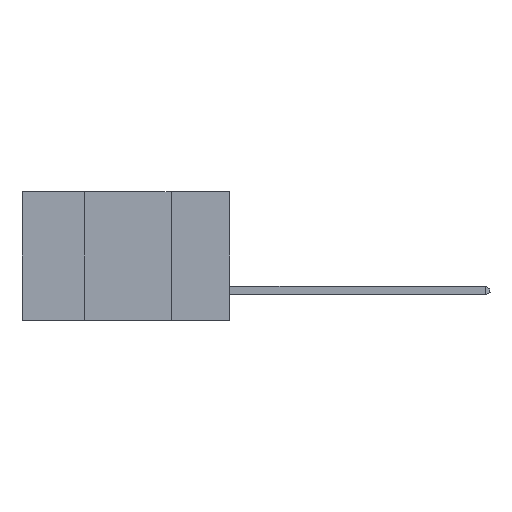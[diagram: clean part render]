
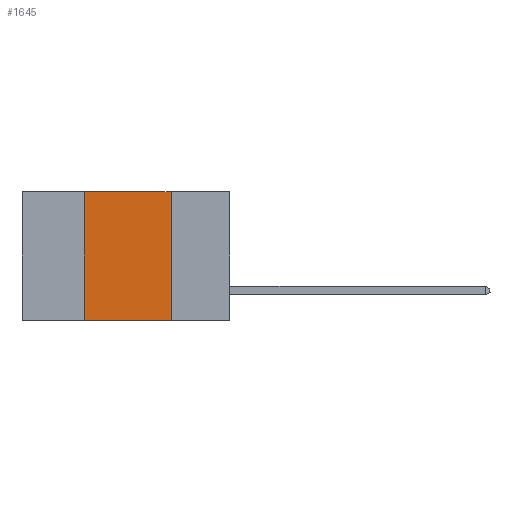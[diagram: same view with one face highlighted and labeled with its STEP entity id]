
A CAD part, left-side view. The second image highlights one B-rep face of the part: STEP entity #1645.
In plain terms, the highlighted planar face has unit normal (-1, 0, 0).
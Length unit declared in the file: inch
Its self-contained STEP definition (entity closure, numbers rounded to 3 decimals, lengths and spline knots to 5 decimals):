
#28 = LINE ( 'NONE', #7096, #10040 ) ;
#313 = EDGE_CURVE ( 'NONE', #977, #9110, #4123, .T. ) ;
#571 = PLANE ( 'NONE',  #1580 ) ;
#583 = CARTESIAN_POINT ( 'NONE',  ( 0., 0.42, 0. ) ) ;
#977 = VERTEX_POINT ( 'NONE', #5550 ) ;
#1171 = CARTESIAN_POINT ( 'NONE',  ( 0., 0.6, -0.37 ) ) ;
#1447 = CARTESIAN_POINT ( 'NONE',  ( 0., 0.17, 0. ) ) ;
#1472 = CARTESIAN_POINT ( 'NONE',  ( 0., 0.6, 0. ) ) ;
#1577 = FACE_OUTER_BOUND ( 'NONE', #10581, .T. ) ;
#1580 = AXIS2_PLACEMENT_3D ( 'NONE', #1472, #3170, #9008 ) ;
#1591 = VERTEX_POINT ( 'NONE', #9910 ) ;
#1645 = ADVANCED_FACE ( 'NONE', ( #1577 ), #571, .F. ) ;
#2931 = EDGE_CURVE ( 'NONE', #977, #8516, #10328, .T. ) ;
#3170 = DIRECTION ( 'NONE',  ( 1., 0., 0. ) ) ;
#4123 = LINE ( 'NONE', #583, #7896 ) ;
#5162 = CARTESIAN_POINT ( 'NONE',  ( 0., 0.42, 0. ) ) ;
#5520 = DIRECTION ( 'NONE',  ( 0., 0., 1. ) ) ;
#5550 = CARTESIAN_POINT ( 'NONE',  ( 0., 0.42, -0.37 ) ) ;
#5990 = VECTOR ( 'NONE', #8988, 39.37008 ) ;
#6867 = ORIENTED_EDGE ( 'NONE', *, *, #313, .F. ) ;
#7096 = CARTESIAN_POINT ( 'NONE',  ( 0., 0.6, 0. ) ) ;
#7233 = ORIENTED_EDGE ( 'NONE', *, *, #9780, .F. ) ;
#7645 = CARTESIAN_POINT ( 'NONE',  ( 0., 0.17, -0.37 ) ) ;
#7896 = VECTOR ( 'NONE', #5520, 39.37008 ) ;
#8512 = VECTOR ( 'NONE', #8791, 39.37008 ) ;
#8516 = VERTEX_POINT ( 'NONE', #7645 ) ;
#8742 = ORIENTED_EDGE ( 'NONE', *, *, #9039, .F. ) ;
#8791 = DIRECTION ( 'NONE',  ( 0., -1., 0. ) ) ;
#8988 = DIRECTION ( 'NONE',  ( 0., 0., -1. ) ) ;
#9008 = DIRECTION ( 'NONE',  ( 0., 0., -1. ) ) ;
#9039 = EDGE_CURVE ( 'NONE', #1591, #8516, #10049, .T. ) ;
#9110 = VERTEX_POINT ( 'NONE', #5162 ) ;
#9552 = DIRECTION ( 'NONE',  ( 0., -1., 0. ) ) ;
#9772 = ORIENTED_EDGE ( 'NONE', *, *, #2931, .T. ) ;
#9780 = EDGE_CURVE ( 'NONE', #9110, #1591, #28, .T. ) ;
#9910 = CARTESIAN_POINT ( 'NONE',  ( 0., 0.17, 0. ) ) ;
#10040 = VECTOR ( 'NONE', #9552, 39.37008 ) ;
#10049 = LINE ( 'NONE', #1447, #5990 ) ;
#10328 = LINE ( 'NONE', #1171, #8512 ) ;
#10581 = EDGE_LOOP ( 'NONE', ( #8742, #7233, #6867, #9772 ) ) ;
